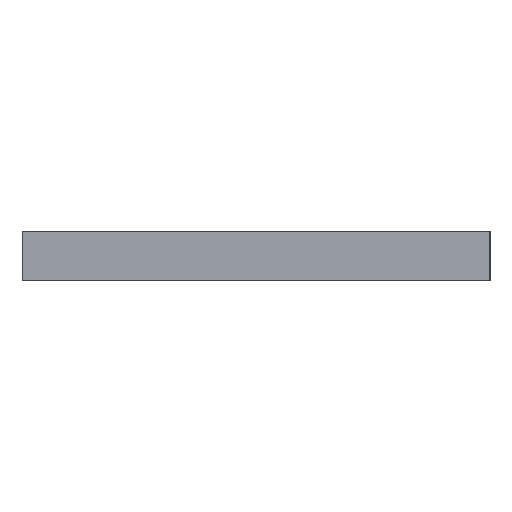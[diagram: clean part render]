
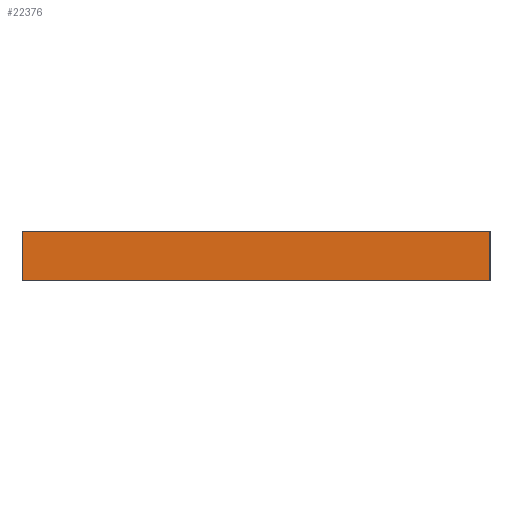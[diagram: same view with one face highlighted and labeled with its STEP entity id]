
A CAD part, left-side view. The second image highlights one B-rep face of the part: STEP entity #22376.
In plain terms, the highlighted planar face has unit normal (-1, 0, 0).
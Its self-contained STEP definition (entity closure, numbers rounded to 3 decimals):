
#83 = PLANE('',#84);
#84 = AXIS2_PLACEMENT_3D('',#85,#86,#87);
#85 = CARTESIAN_POINT('',(-0.315,-0.111,1.6));
#86 = DIRECTION('',(0.,0.,1.));
#87 = DIRECTION('',(1.,0.,0.));
#111 = PLANE('',#112);
#112 = AXIS2_PLACEMENT_3D('',#113,#114,#115);
#113 = CARTESIAN_POINT('',(-23.5,7.5,0.));
#114 = DIRECTION('',(0.,-1.,0.));
#115 = DIRECTION('',(-1.,0.,0.));
#137 = PLANE('',#138);
#138 = AXIS2_PLACEMENT_3D('',#139,#140,#141);
#139 = CARTESIAN_POINT('',(-0.315,-0.111,0.));
#140 = DIRECTION('',(0.,0.,1.));
#141 = DIRECTION('',(1.,0.,0.));
#232 = VERTEX_POINT('',#233);
#233 = CARTESIAN_POINT('',(-28.5,7.5,1.6));
#254 = EDGE_CURVE('',#255,#232,#257,.T.);
#255 = VERTEX_POINT('',#256);
#256 = CARTESIAN_POINT('',(-28.5,7.5,0.));
#257 = SURFACE_CURVE('',#258,(#262,#269),.PCURVE_S1.);
#258 = LINE('',#259,#260);
#259 = CARTESIAN_POINT('',(-28.5,7.5,0.));
#260 = VECTOR('',#261,1.);
#261 = DIRECTION('',(0.,0.,1.));
#262 = PCURVE('',#111,#263);
#263 = DEFINITIONAL_REPRESENTATION('',(#264),#268);
#264 = LINE('',#265,#266);
#265 = CARTESIAN_POINT('',(5.,0.));
#266 = VECTOR('',#267,1.);
#267 = DIRECTION('',(0.,-1.));
#268 = ( GEOMETRIC_REPRESENTATION_CONTEXT(2) 
PARAMETRIC_REPRESENTATION_CONTEXT() REPRESENTATION_CONTEXT('2D SPACE',''
  ) );
#269 = PCURVE('',#270,#275);
#270 = PLANE('',#271);
#271 = AXIS2_PLACEMENT_3D('',#272,#273,#274);
#272 = CARTESIAN_POINT('',(-28.5,7.5,0.));
#273 = DIRECTION('',(1.,0.,0.));
#274 = DIRECTION('',(0.,-1.,0.));
#275 = DEFINITIONAL_REPRESENTATION('',(#276),#280);
#276 = LINE('',#277,#278);
#277 = CARTESIAN_POINT('',(0.,0.));
#278 = VECTOR('',#279,1.);
#279 = DIRECTION('',(0.,-1.));
#280 = ( GEOMETRIC_REPRESENTATION_CONTEXT(2) 
PARAMETRIC_REPRESENTATION_CONTEXT() REPRESENTATION_CONTEXT('2D SPACE',''
  ) );
#308 = EDGE_CURVE('',#255,#309,#311,.T.);
#309 = VERTEX_POINT('',#310);
#310 = CARTESIAN_POINT('',(-28.5,-7.5,0.));
#311 = SURFACE_CURVE('',#312,(#316,#323),.PCURVE_S1.);
#312 = LINE('',#313,#314);
#313 = CARTESIAN_POINT('',(-28.5,7.5,0.));
#314 = VECTOR('',#315,1.);
#315 = DIRECTION('',(0.,-1.,0.));
#316 = PCURVE('',#137,#317);
#317 = DEFINITIONAL_REPRESENTATION('',(#318),#322);
#318 = LINE('',#319,#320);
#319 = CARTESIAN_POINT('',(-28.185,7.611));
#320 = VECTOR('',#321,1.);
#321 = DIRECTION('',(0.,-1.));
#322 = ( GEOMETRIC_REPRESENTATION_CONTEXT(2) 
PARAMETRIC_REPRESENTATION_CONTEXT() REPRESENTATION_CONTEXT('2D SPACE',''
  ) );
#323 = PCURVE('',#270,#324);
#324 = DEFINITIONAL_REPRESENTATION('',(#325),#329);
#325 = LINE('',#326,#327);
#326 = CARTESIAN_POINT('',(0.,0.));
#327 = VECTOR('',#328,1.);
#328 = DIRECTION('',(1.,0.));
#329 = ( GEOMETRIC_REPRESENTATION_CONTEXT(2) 
PARAMETRIC_REPRESENTATION_CONTEXT() REPRESENTATION_CONTEXT('2D SPACE',''
  ) );
#347 = PLANE('',#348);
#348 = AXIS2_PLACEMENT_3D('',#349,#350,#351);
#349 = CARTESIAN_POINT('',(-28.5,-7.5,0.));
#350 = DIRECTION('',(0.,1.,0.));
#351 = DIRECTION('',(1.,0.,0.));
#12369 = EDGE_CURVE('',#232,#12370,#12372,.T.);
#12370 = VERTEX_POINT('',#12371);
#12371 = CARTESIAN_POINT('',(-28.5,-7.5,1.6));
#12372 = SURFACE_CURVE('',#12373,(#12377,#12384),.PCURVE_S1.);
#12373 = LINE('',#12374,#12375);
#12374 = CARTESIAN_POINT('',(-28.5,7.5,1.6));
#12375 = VECTOR('',#12376,1.);
#12376 = DIRECTION('',(0.,-1.,0.));
#12377 = PCURVE('',#83,#12378);
#12378 = DEFINITIONAL_REPRESENTATION('',(#12379),#12383);
#12379 = LINE('',#12380,#12381);
#12380 = CARTESIAN_POINT('',(-28.185,7.611));
#12381 = VECTOR('',#12382,1.);
#12382 = DIRECTION('',(0.,-1.));
#12383 = ( GEOMETRIC_REPRESENTATION_CONTEXT(2) 
PARAMETRIC_REPRESENTATION_CONTEXT() REPRESENTATION_CONTEXT('2D SPACE',''
  ) );
#12384 = PCURVE('',#270,#12385);
#12385 = DEFINITIONAL_REPRESENTATION('',(#12386),#12390);
#12386 = LINE('',#12387,#12388);
#12387 = CARTESIAN_POINT('',(0.,-1.6));
#12388 = VECTOR('',#12389,1.);
#12389 = DIRECTION('',(1.,0.));
#12390 = ( GEOMETRIC_REPRESENTATION_CONTEXT(2) 
PARAMETRIC_REPRESENTATION_CONTEXT() REPRESENTATION_CONTEXT('2D SPACE',''
  ) );
#22376 = ADVANCED_FACE('',(#22377),#270,.F.);
#22377 = FACE_BOUND('',#22378,.F.);
#22378 = EDGE_LOOP('',(#22379,#22380,#22381,#22402));
#22379 = ORIENTED_EDGE('',*,*,#254,.T.);
#22380 = ORIENTED_EDGE('',*,*,#12369,.T.);
#22381 = ORIENTED_EDGE('',*,*,#22382,.F.);
#22382 = EDGE_CURVE('',#309,#12370,#22383,.T.);
#22383 = SURFACE_CURVE('',#22384,(#22388,#22395),.PCURVE_S1.);
#22384 = LINE('',#22385,#22386);
#22385 = CARTESIAN_POINT('',(-28.5,-7.5,0.));
#22386 = VECTOR('',#22387,1.);
#22387 = DIRECTION('',(0.,0.,1.));
#22388 = PCURVE('',#270,#22389);
#22389 = DEFINITIONAL_REPRESENTATION('',(#22390),#22394);
#22390 = LINE('',#22391,#22392);
#22391 = CARTESIAN_POINT('',(15.,0.));
#22392 = VECTOR('',#22393,1.);
#22393 = DIRECTION('',(0.,-1.));
#22394 = ( GEOMETRIC_REPRESENTATION_CONTEXT(2) 
PARAMETRIC_REPRESENTATION_CONTEXT() REPRESENTATION_CONTEXT('2D SPACE',''
  ) );
#22395 = PCURVE('',#347,#22396);
#22396 = DEFINITIONAL_REPRESENTATION('',(#22397),#22401);
#22397 = LINE('',#22398,#22399);
#22398 = CARTESIAN_POINT('',(0.,0.));
#22399 = VECTOR('',#22400,1.);
#22400 = DIRECTION('',(0.,-1.));
#22401 = ( GEOMETRIC_REPRESENTATION_CONTEXT(2) 
PARAMETRIC_REPRESENTATION_CONTEXT() REPRESENTATION_CONTEXT('2D SPACE',''
  ) );
#22402 = ORIENTED_EDGE('',*,*,#308,.F.);
